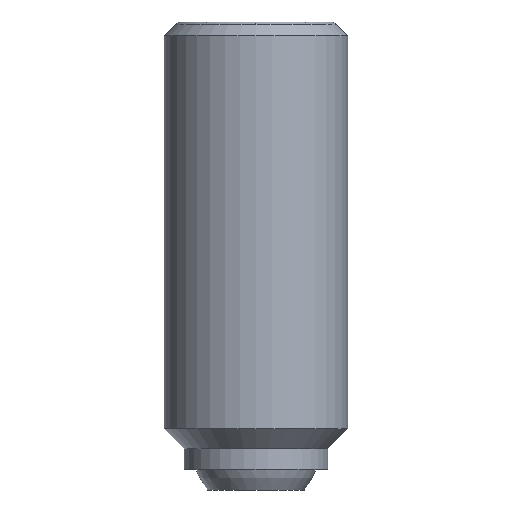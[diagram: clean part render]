
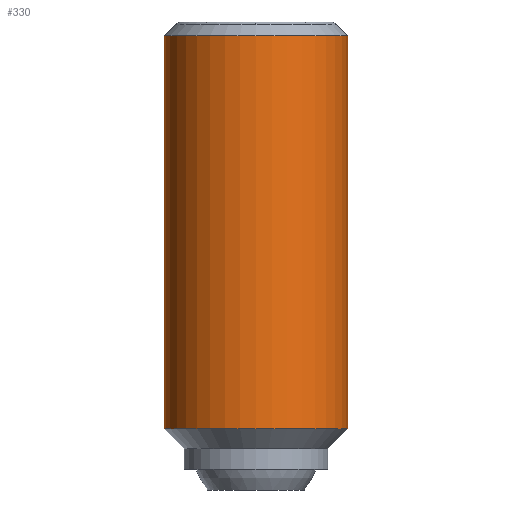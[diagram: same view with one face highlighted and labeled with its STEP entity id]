
A CAD part, front view. The second image highlights one B-rep face of the part: STEP entity #330.
In plain terms, the highlighted cylindrical face has radius 4 mm (diameter 8 mm), a partial arc.
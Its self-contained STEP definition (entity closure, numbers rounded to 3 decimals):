
#142=EDGE_CURVE('',#212,#190,#371,.T.);
#190=VERTEX_POINT('',#425);
#212=VERTEX_POINT('',#450);
#240=EDGE_CURVE('',#322,#190,#481,.T.);
#244=VERTEX_POINT('',#485);
#318=EDGE_CURVE('',#322,#244,#568,.T.);
#322=VERTEX_POINT('',#572);
#330=ADVANCED_FACE('',(#580),#581,.T.);
#338=EDGE_CURVE('',#244,#212,#590,.T.);
#371=LINE('',#627,#628);
#425=CARTESIAN_POINT('',(4.,0.,-17.725));
#450=CARTESIAN_POINT('',(4.,0.,-0.6));
#481=CIRCLE('',#793,4.0);
#485=CARTESIAN_POINT('',(-4.,0.,-0.6));
#568=LINE('',#920,#921);
#572=CARTESIAN_POINT('',(-4.,0.,-17.725));
#580=FACE_OUTER_BOUND('',#935,.T.);
#581=CYLINDRICAL_SURFACE('',#936,4.0);
#590=CIRCLE('',#958,4.0);
#627=CARTESIAN_POINT('',(4.,0.,-9.163));
#628=VECTOR('',#971,1.0);
#793=AXIS2_PLACEMENT_3D('',#1109,#1110,#1111);
#920=CARTESIAN_POINT('',(-4.,0.,-9.163));
#921=VECTOR('',#1207,1.0);
#935=EDGE_LOOP('',(#1215,#1216,#1217,#1218));
#936=AXIS2_PLACEMENT_3D('',#1219,#1220,#1221);
#958=AXIS2_PLACEMENT_3D('',#1231,#1232,#1233);
#971=DIRECTION('',(-0.0,-0.0,-1.0));
#1109=CARTESIAN_POINT('',(0.,0.,-17.725));
#1110=DIRECTION('',(0.0,0.0,1.0));
#1111=DIRECTION('',(-1.0,0.,0.0));
#1207=DIRECTION('',(0.0,0.0,1.0));
#1215=ORIENTED_EDGE('',*,*,#318,.F.);
#1216=ORIENTED_EDGE('',*,*,#240,.T.);
#1217=ORIENTED_EDGE('',*,*,#142,.F.);
#1218=ORIENTED_EDGE('',*,*,#338,.F.);
#1219=CARTESIAN_POINT('',(0.,0.,-9.163));
#1220=DIRECTION('',(-0.0,-0.0,-1.0));
#1221=DIRECTION('',(-1.0,0.,0.0));
#1231=CARTESIAN_POINT('',(0.,0.,-0.6));
#1232=DIRECTION('',(0.0,0.0,1.0));
#1233=DIRECTION('',(-1.0,0.,0.0));
